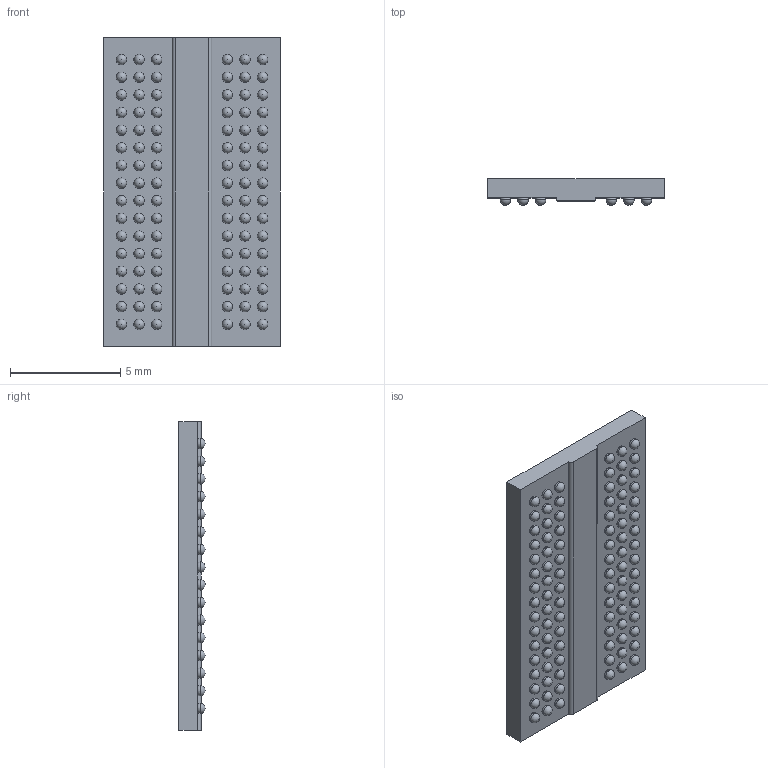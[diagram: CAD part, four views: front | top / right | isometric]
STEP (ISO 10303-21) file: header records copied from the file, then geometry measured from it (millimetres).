
FILE_DESCRIPTION (( 'STEP AP214' ), '1' );
FILE_NAME ('MT41K256M16TW-107(colon)P.STEP', '2020-06-21T00:15:26', ( '' ), ( '' ), 'SwSTEP 2.0', 'SolidWorks 2017', '' );
FILE_SCHEMA (( 'AUTOMOTIVE_DESIGN' ));
Length unit declared in the file: millimetre
Products named in the file (1): MT41K256M16TW-107(colon)P
Bounding box: 8 x 1.2 x 14 mm (x, y, z)
Volume: 104.3 mm3; surface area: 327.9 mm2
Topology: 98 solids, 98 shells, 307 faces, 810 edges, 604 vertices
Faces by surface type: sphere 192, plane 109, cylinder 6
Entity records: 8155 total; most frequent: DIRECTION 1438, CARTESIAN_POINT 1146, ORIENTED_EDGE 852, AXIS2_PLACEMENT_3D 704, EDGE_CURVE 426, VERTEX_POINT 412, EDGE_LOOP 404, CIRCLE 396
